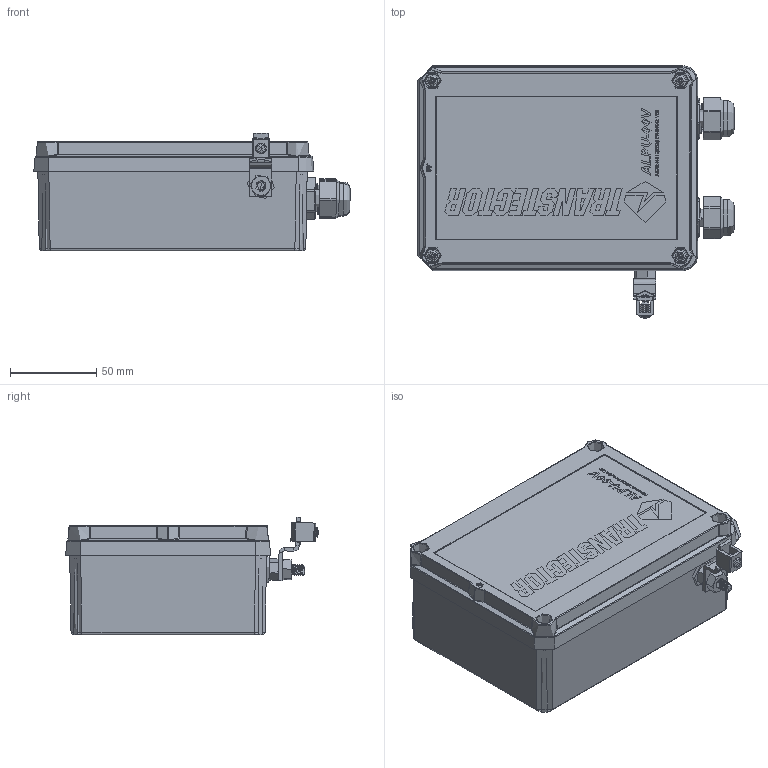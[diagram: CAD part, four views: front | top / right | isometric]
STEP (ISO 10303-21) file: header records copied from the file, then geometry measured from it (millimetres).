
FILE_DESCRIPTION (( 'STEP AP214' ), '1' );
FILE_NAME ('1101-859-E.STEP', '2019-01-24T21:14:23', ( '' ), ( '' ), 'SwSTEP 2.0', 'SolidWorks 2018', '' );
FILE_SCHEMA (( 'AUTOMOTIVE_DESIGN' ));
Length unit declared in the file: inch
Products named in the file (47): 2003-2307; 2102-240; 1101-859-E; 2100-012; 2102-306; SAU-70 part1; SAU-70 part2; 2105-280; 2500-154; 2103-028; SSCUPSLT 0.25-20x0.375-S; 2021-223; SSCUPSLT 0.25-20x0.375-S_SSCUPSLT 0.25-20x0.375-S; nut^2500-154; 2101-021; body^2500-154; 2002-133; compression nut^2500-154; Gasket 2021-223; 2002-133_E226
Assembly tree (43 placements, depth 3):
  2003-2307
  1101-859-E
    2101-021
    2102-306
    2102-306
    2100-012
    2500-154
      nut^2500-154
      body^2500-154
    2500-154
      nut^2500-154
      body^2500-154
    2102-240
    2102-240
    2102-240
    2102-240
    2102-306
    2102-306
    2100-012
  SAU-70 part2
  SAU-70 part1
  2103-028
Bounding box: 183.64 x 146.72 x 68.44 mm (x, y, z)
Volume: 225185.1 mm3; surface area: 211620.7 mm2
Topology: 25 solids, 25 shells, 3059 faces, 8184 edges, 5333 vertices
Faces by surface type: plane 1381, cylinder 782, bspline 585, cone 216, torus 81, sphere 14
Entity records: 128662 total; most frequent: CARTESIAN_POINT 63984, ORIENTED_EDGE 12718, DIRECTION 9253, EDGE_CURVE 6359, VERTEX_POINT 4121, VECTOR 3581, LINE 3581, AXIS2_PLACEMENT_3D 2836
